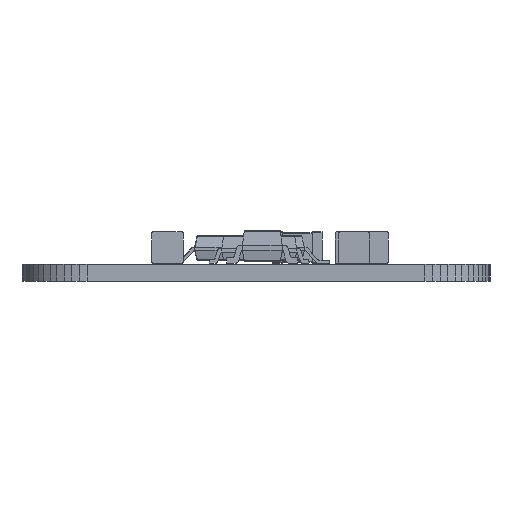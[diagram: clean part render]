
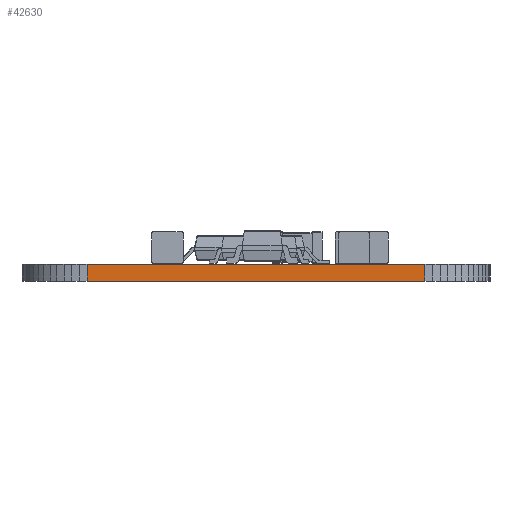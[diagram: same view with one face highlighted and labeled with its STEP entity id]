
A CAD part, front view. The second image highlights one B-rep face of the part: STEP entity #42630.
In plain terms, the highlighted planar face has unit normal (0, -1, 0).
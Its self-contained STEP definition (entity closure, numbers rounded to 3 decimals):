
#35959 = PLANE('',#35960);
#35960 = AXIS2_PLACEMENT_3D('',#35961,#35962,#35963);
#35961 = CARTESIAN_POINT('',(7.62,-13.819,0.68));
#35962 = DIRECTION('',(-0.,-0.,-1.));
#35963 = DIRECTION('',(-1.,0.,0.));
#36013 = PLANE('',#36014);
#36014 = AXIS2_PLACEMENT_3D('',#36015,#36016,#36017);
#36015 = CARTESIAN_POINT('',(7.62,-13.819,0.));
#36016 = DIRECTION('',(-0.,-0.,-1.));
#36017 = DIRECTION('',(-1.,0.,0.));
#36850 = VERTEX_POINT('',#36851);
#36851 = CARTESIAN_POINT('',(14.404,-30.554,0.));
#36865 = PLANE('',#36866);
#36866 = AXIS2_PLACEMENT_3D('',#36867,#36868,#36869);
#36867 = CARTESIAN_POINT('',(14.719,-30.535,0.));
#36868 = DIRECTION('',(0.06,-0.998,0.));
#36869 = DIRECTION('',(-0.998,-0.06,0.));
#36877 = EDGE_CURVE('',#36850,#36878,#36880,.T.);
#36878 = VERTEX_POINT('',#36879);
#36879 = CARTESIAN_POINT('',(0.836,-30.554,0.));
#36880 = SURFACE_CURVE('',#36881,(#36885,#36892),.PCURVE_S1.);
#36881 = LINE('',#36882,#36883);
#36882 = CARTESIAN_POINT('',(14.404,-30.554,0.));
#36883 = VECTOR('',#36884,1.);
#36884 = DIRECTION('',(-1.,0.,0.));
#36885 = PCURVE('',#36013,#36886);
#36886 = DEFINITIONAL_REPRESENTATION('',(#36887),#36891);
#36887 = LINE('',#36888,#36889);
#36888 = CARTESIAN_POINT('',(-6.784,-16.735));
#36889 = VECTOR('',#36890,1.);
#36890 = DIRECTION('',(1.,0.));
#36891 = ( GEOMETRIC_REPRESENTATION_CONTEXT(2) 
PARAMETRIC_REPRESENTATION_CONTEXT() REPRESENTATION_CONTEXT('2D SPACE',''
  ) );
#36892 = PCURVE('',#36893,#36898);
#36893 = PLANE('',#36894);
#36894 = AXIS2_PLACEMENT_3D('',#36895,#36896,#36897);
#36895 = CARTESIAN_POINT('',(14.404,-30.554,0.));
#36896 = DIRECTION('',(0.,-1.,0.));
#36897 = DIRECTION('',(-1.,0.,0.));
#36898 = DEFINITIONAL_REPRESENTATION('',(#36899),#36903);
#36899 = LINE('',#36900,#36901);
#36900 = CARTESIAN_POINT('',(0.,0.));
#36901 = VECTOR('',#36902,1.);
#36902 = DIRECTION('',(1.,0.));
#36903 = ( GEOMETRIC_REPRESENTATION_CONTEXT(2) 
PARAMETRIC_REPRESENTATION_CONTEXT() REPRESENTATION_CONTEXT('2D SPACE',''
  ) );
#36921 = PLANE('',#36922);
#36922 = AXIS2_PLACEMENT_3D('',#36923,#36924,#36925);
#36923 = CARTESIAN_POINT('',(0.836,-30.554,0.));
#36924 = DIRECTION('',(-0.06,-0.998,0.));
#36925 = DIRECTION('',(-0.998,0.06,0.));
#39501 = VERTEX_POINT('',#39502);
#39502 = CARTESIAN_POINT('',(14.404,-30.554,0.68));
#39523 = EDGE_CURVE('',#39501,#39524,#39526,.T.);
#39524 = VERTEX_POINT('',#39525);
#39525 = CARTESIAN_POINT('',(0.836,-30.554,0.68));
#39526 = SURFACE_CURVE('',#39527,(#39531,#39538),.PCURVE_S1.);
#39527 = LINE('',#39528,#39529);
#39528 = CARTESIAN_POINT('',(14.404,-30.554,0.68));
#39529 = VECTOR('',#39530,1.);
#39530 = DIRECTION('',(-1.,0.,0.));
#39531 = PCURVE('',#35959,#39532);
#39532 = DEFINITIONAL_REPRESENTATION('',(#39533),#39537);
#39533 = LINE('',#39534,#39535);
#39534 = CARTESIAN_POINT('',(-6.784,-16.735));
#39535 = VECTOR('',#39536,1.);
#39536 = DIRECTION('',(1.,0.));
#39537 = ( GEOMETRIC_REPRESENTATION_CONTEXT(2) 
PARAMETRIC_REPRESENTATION_CONTEXT() REPRESENTATION_CONTEXT('2D SPACE',''
  ) );
#39538 = PCURVE('',#36893,#39539);
#39539 = DEFINITIONAL_REPRESENTATION('',(#39540),#39544);
#39540 = LINE('',#39541,#39542);
#39541 = CARTESIAN_POINT('',(0.,-0.68));
#39542 = VECTOR('',#39543,1.);
#39543 = DIRECTION('',(1.,0.));
#39544 = ( GEOMETRIC_REPRESENTATION_CONTEXT(2) 
PARAMETRIC_REPRESENTATION_CONTEXT() REPRESENTATION_CONTEXT('2D SPACE',''
  ) );
#42582 = EDGE_CURVE('',#36850,#39501,#42583,.T.);
#42583 = SURFACE_CURVE('',#42584,(#42588,#42595),.PCURVE_S1.);
#42584 = LINE('',#42585,#42586);
#42585 = CARTESIAN_POINT('',(14.404,-30.554,0.));
#42586 = VECTOR('',#42587,1.);
#42587 = DIRECTION('',(0.,0.,1.));
#42588 = PCURVE('',#36865,#42589);
#42589 = DEFINITIONAL_REPRESENTATION('',(#42590),#42594);
#42590 = LINE('',#42591,#42592);
#42591 = CARTESIAN_POINT('',(0.316,0.));
#42592 = VECTOR('',#42593,1.);
#42593 = DIRECTION('',(0.,-1.));
#42594 = ( GEOMETRIC_REPRESENTATION_CONTEXT(2) 
PARAMETRIC_REPRESENTATION_CONTEXT() REPRESENTATION_CONTEXT('2D SPACE',''
  ) );
#42595 = PCURVE('',#36893,#42596);
#42596 = DEFINITIONAL_REPRESENTATION('',(#42597),#42601);
#42597 = LINE('',#42598,#42599);
#42598 = CARTESIAN_POINT('',(0.,0.));
#42599 = VECTOR('',#42600,1.);
#42600 = DIRECTION('',(0.,-1.));
#42601 = ( GEOMETRIC_REPRESENTATION_CONTEXT(2) 
PARAMETRIC_REPRESENTATION_CONTEXT() REPRESENTATION_CONTEXT('2D SPACE',''
  ) );
#42630 = ADVANCED_FACE('',(#42631),#36893,.T.);
#42631 = FACE_BOUND('',#42632,.T.);
#42632 = EDGE_LOOP('',(#42633,#42634,#42635,#42656));
#42633 = ORIENTED_EDGE('',*,*,#42582,.T.);
#42634 = ORIENTED_EDGE('',*,*,#39523,.T.);
#42635 = ORIENTED_EDGE('',*,*,#42636,.F.);
#42636 = EDGE_CURVE('',#36878,#39524,#42637,.T.);
#42637 = SURFACE_CURVE('',#42638,(#42642,#42649),.PCURVE_S1.);
#42638 = LINE('',#42639,#42640);
#42639 = CARTESIAN_POINT('',(0.836,-30.554,0.));
#42640 = VECTOR('',#42641,1.);
#42641 = DIRECTION('',(0.,0.,1.));
#42642 = PCURVE('',#36893,#42643);
#42643 = DEFINITIONAL_REPRESENTATION('',(#42644),#42648);
#42644 = LINE('',#42645,#42646);
#42645 = CARTESIAN_POINT('',(13.569,0.));
#42646 = VECTOR('',#42647,1.);
#42647 = DIRECTION('',(0.,-1.));
#42648 = ( GEOMETRIC_REPRESENTATION_CONTEXT(2) 
PARAMETRIC_REPRESENTATION_CONTEXT() REPRESENTATION_CONTEXT('2D SPACE',''
  ) );
#42649 = PCURVE('',#36921,#42650);
#42650 = DEFINITIONAL_REPRESENTATION('',(#42651),#42655);
#42651 = LINE('',#42652,#42653);
#42652 = CARTESIAN_POINT('',(0.,0.));
#42653 = VECTOR('',#42654,1.);
#42654 = DIRECTION('',(0.,-1.));
#42655 = ( GEOMETRIC_REPRESENTATION_CONTEXT(2) 
PARAMETRIC_REPRESENTATION_CONTEXT() REPRESENTATION_CONTEXT('2D SPACE',''
  ) );
#42656 = ORIENTED_EDGE('',*,*,#36877,.F.);
